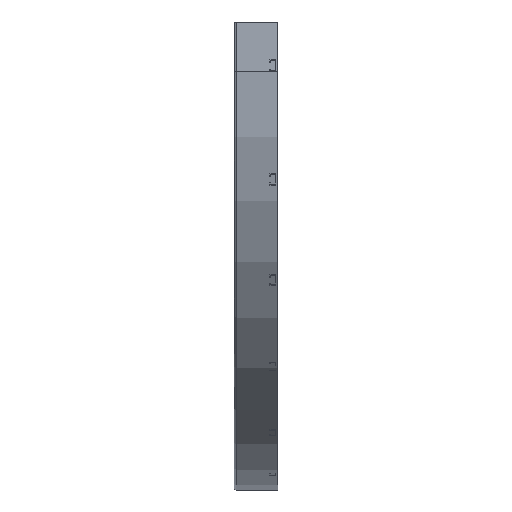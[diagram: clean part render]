
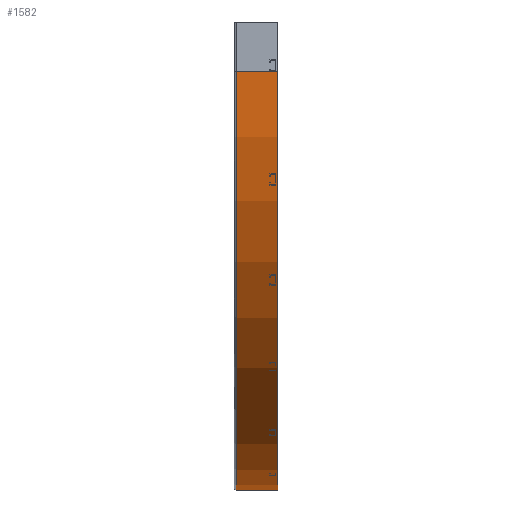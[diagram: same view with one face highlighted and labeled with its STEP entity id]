
A CAD part, left-side view. The second image highlights one B-rep face of the part: STEP entity #1582.
In plain terms, the highlighted cylindrical face has radius 1050 mm (diameter 2100 mm), a partial arc.
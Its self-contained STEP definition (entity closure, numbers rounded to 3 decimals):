
#5 = CARTESIAN_POINT ( 'NONE',  ( -1050., 0., -1175. ) ) ;
#159 = EDGE_CURVE ( 'NONE', #562, #1486, #2111, .T. ) ;
#291 = CARTESIAN_POINT ( 'NONE',  ( -1050., 0., -1175. ) ) ;
#462 = DIRECTION ( 'NONE',  ( 0., 1., 0. ) ) ;
#496 = CARTESIAN_POINT ( 'NONE',  ( 0., 104., -125. ) ) ;
#549 = VECTOR ( 'NONE', #2430, 1000. ) ;
#562 = VERTEX_POINT ( 'NONE', #1523 ) ;
#579 = DIRECTION ( 'NONE',  ( 0., 0., 1. ) ) ;
#632 = CARTESIAN_POINT ( 'NONE',  ( -1050., 104., -125. ) ) ;
#806 = DIRECTION ( 'NONE',  ( 0., 1., 0. ) ) ;
#853 = DIRECTION ( 'NONE',  ( 1., 0., 0. ) ) ;
#868 = ORIENTED_EDGE ( 'NONE', *, *, #2448, .F. ) ;
#886 = CIRCLE ( 'NONE', #896, 1050. ) ;
#896 = AXIS2_PLACEMENT_3D ( 'NONE', #632, #2311, #853 ) ;
#1072 = AXIS2_PLACEMENT_3D ( 'NONE', #2761, #806, #579 ) ;
#1109 = DIRECTION ( 'NONE',  ( 0., 1., 0. ) ) ;
#1183 = LINE ( 'NONE', #5, #549 ) ;
#1413 = ORIENTED_EDGE ( 'NONE', *, *, #159, .T. ) ;
#1486 = VERTEX_POINT ( 'NONE', #291 ) ;
#1523 = CARTESIAN_POINT ( 'NONE',  ( 0., 0., -125. ) ) ;
#1582 = ADVANCED_FACE ( 'NONE', ( #3005 ), #2929, .T. ) ;
#1809 = ORIENTED_EDGE ( 'NONE', *, *, #2998, .F. ) ;
#1903 = CARTESIAN_POINT ( 'NONE',  ( 0., 0., -125. ) ) ;
#1981 = AXIS2_PLACEMENT_3D ( 'NONE', #2579, #1109, #2826 ) ;
#2076 = VERTEX_POINT ( 'NONE', #2913 ) ;
#2111 = CIRCLE ( 'NONE', #1981, 1050. ) ;
#2114 = VERTEX_POINT ( 'NONE', #496 ) ;
#2311 = DIRECTION ( 'NONE',  ( 0., 1., 0. ) ) ;
#2430 = DIRECTION ( 'NONE',  ( 0., 1., 0. ) ) ;
#2448 = EDGE_CURVE ( 'NONE', #2114, #2076, #886, .T. ) ;
#2462 = EDGE_LOOP ( 'NONE', ( #868, #1809, #1413, #3016 ) ) ;
#2579 = CARTESIAN_POINT ( 'NONE',  ( -1050., 0., -125. ) ) ;
#2606 = LINE ( 'NONE', #1903, #2757 ) ;
#2757 = VECTOR ( 'NONE', #462, 1000. ) ;
#2761 = CARTESIAN_POINT ( 'NONE',  ( -1050., 0., -125. ) ) ;
#2785 = EDGE_CURVE ( 'NONE', #1486, #2076, #1183, .T. ) ;
#2826 = DIRECTION ( 'NONE',  ( 0., 0., 1. ) ) ;
#2913 = CARTESIAN_POINT ( 'NONE',  ( -1050., 104., -1175. ) ) ;
#2929 = CYLINDRICAL_SURFACE ( 'NONE', #1072, 1050. ) ;
#2998 = EDGE_CURVE ( 'NONE', #562, #2114, #2606, .T. ) ;
#3005 = FACE_OUTER_BOUND ( 'NONE', #2462, .T. ) ;
#3016 = ORIENTED_EDGE ( 'NONE', *, *, #2785, .T. ) ;
